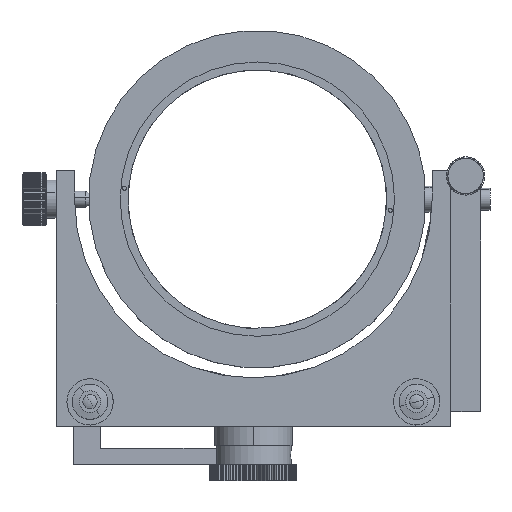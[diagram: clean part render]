
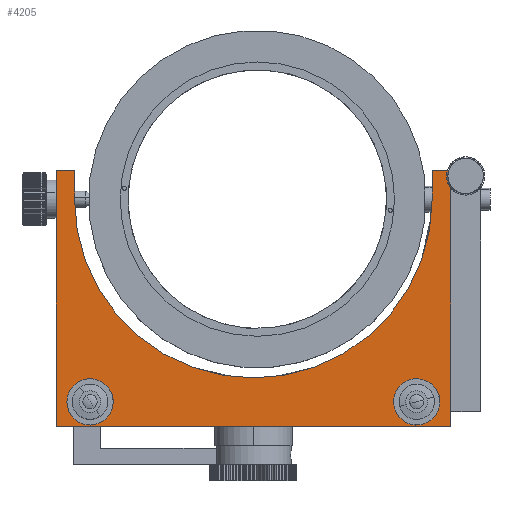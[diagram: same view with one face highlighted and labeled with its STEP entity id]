
A CAD part, top view. The second image highlights one B-rep face of the part: STEP entity #4205.
In plain terms, the highlighted planar face has unit normal (0, 0, 1).
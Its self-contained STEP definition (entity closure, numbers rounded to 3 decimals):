
#1022 = ORIENTED_EDGE ( 'NONE', *, *, #48776, .T. ) ;
#1485 = AXIS2_PLACEMENT_3D ( 'NONE', #68636, #35608, #2104 ) ;
#1917 = DIRECTION ( 'NONE',  ( 1., 0., 0. ) ) ;
#2104 = DIRECTION ( 'NONE',  ( 1., 0., 0. ) ) ;
#2453 = CARTESIAN_POINT ( 'NONE',  ( 72.5, 0., 15. ) ) ;
#2822 = VERTEX_POINT ( 'NONE', #47812 ) ;
#3896 = EDGE_CURVE ( 'NONE', #33159, #2822, #24835, .T. ) ;
#4146 = DIRECTION ( 'NONE',  ( 0., 0., 1. ) ) ;
#4205 = ADVANCED_FACE ( 'NONE', ( #26958, #22708, #8880 ), #21106, .T. ) ;
#6225 = CARTESIAN_POINT ( 'NONE',  ( 0., 83.5, 15. ) ) ;
#6788 = CARTESIAN_POINT ( 'NONE',  ( -54., 9., 15. ) ) ;
#8880 = FACE_OUTER_BOUND ( 'NONE', #11035, .T. ) ;
#10677 = ORIENTED_EDGE ( 'NONE', *, *, #32505, .T. ) ;
#10768 = CARTESIAN_POINT ( 'NONE',  ( -72.5, 0., 15. ) ) ;
#11035 = EDGE_LOOP ( 'NONE', ( #10677, #54505, #41982, #77214, #87167, #1022, #51997, #56100 ) ) ;
#11922 = AXIS2_PLACEMENT_3D ( 'NONE', #6225, #39190, #33215 ) ;
#11941 = DIRECTION ( 'NONE',  ( 0., -1., 0. ) ) ;
#12668 = AXIS2_PLACEMENT_3D ( 'NONE', #65022, #4146, #44516 ) ;
#15879 = CIRCLE ( 'NONE', #16722, 6. ) ;
#15908 = VERTEX_POINT ( 'NONE', #77463 ) ;
#16526 = VERTEX_POINT ( 'NONE', #10768 ) ;
#16574 = CARTESIAN_POINT ( 'NONE',  ( 65.7, 83.5, 15. ) ) ;
#16722 = AXIS2_PLACEMENT_3D ( 'NONE', #63113, #75339, #34597 ) ;
#16766 = ORIENTED_EDGE ( 'NONE', *, *, #82205, .F. ) ;
#18360 = CARTESIAN_POINT ( 'NONE',  ( 72.5, 0., 15. ) ) ;
#21106 = PLANE ( 'NONE',  #1485 ) ;
#21670 = EDGE_CURVE ( 'NONE', #15908, #67186, #46332, .T. ) ;
#22086 = CARTESIAN_POINT ( 'NONE',  ( 54., 9., 15. ) ) ;
#22708 = FACE_BOUND ( 'NONE', #52169, .T. ) ;
#22844 = DIRECTION ( 'NONE',  ( 0., -1., 0. ) ) ;
#23524 = CIRCLE ( 'NONE', #11922, 65.7 ) ;
#24835 = CIRCLE ( 'NONE', #62318, 6. ) ;
#25040 = EDGE_CURVE ( 'NONE', #2822, #33159, #58809, .T. ) ;
#25303 = EDGE_CURVE ( 'NONE', #44910, #74498, #47120, .T. ) ;
#26958 = FACE_BOUND ( 'NONE', #33171, .T. ) ;
#27224 = VECTOR ( 'NONE', #63127, 1000. ) ;
#27381 = EDGE_CURVE ( 'NONE', #55498, #15908, #53893, .T. ) ;
#28390 = VECTOR ( 'NONE', #52232, 1000. ) ;
#30801 = VERTEX_POINT ( 'NONE', #54591 ) ;
#31529 = VECTOR ( 'NONE', #55748, 1000. ) ;
#31894 = LINE ( 'NONE', #18360, #32922 ) ;
#32291 = CARTESIAN_POINT ( 'NONE',  ( -65.7, 83.5, 15. ) ) ;
#32505 = EDGE_CURVE ( 'NONE', #67186, #55366, #23524, .T. ) ;
#32922 = VECTOR ( 'NONE', #59933, 1000. ) ;
#33159 = VERTEX_POINT ( 'NONE', #22086 ) ;
#33171 = EDGE_LOOP ( 'NONE', ( #60890, #16766 ) ) ;
#33215 = DIRECTION ( 'NONE',  ( 1., 0., 0. ) ) ;
#33957 = DIRECTION ( 'NONE',  ( 0., 0., 1. ) ) ;
#34597 = DIRECTION ( 'NONE',  ( 1., 0., 0. ) ) ;
#34979 = ORIENTED_EDGE ( 'NONE', *, *, #25040, .F. ) ;
#35608 = DIRECTION ( 'NONE',  ( 0., 0., 1. ) ) ;
#36611 = CARTESIAN_POINT ( 'NONE',  ( 60., 9., 15. ) ) ;
#39190 = DIRECTION ( 'NONE',  ( 0., 0., -1. ) ) ;
#39306 = EDGE_CURVE ( 'NONE', #57667, #16526, #80655, .T. ) ;
#41982 = ORIENTED_EDGE ( 'NONE', *, *, #69035, .T. ) ;
#42870 = DIRECTION ( 'NONE',  ( 0., 0., 1. ) ) ;
#44516 = DIRECTION ( 'NONE',  ( 1., 0., 0. ) ) ;
#44910 = VERTEX_POINT ( 'NONE', #6788 ) ;
#46332 = LINE ( 'NONE', #16574, #75054 ) ;
#47120 = CIRCLE ( 'NONE', #12668, 6. ) ;
#47812 = CARTESIAN_POINT ( 'NONE',  ( 66., 9., 15. ) ) ;
#48776 = EDGE_CURVE ( 'NONE', #74780, #55498, #31894, .T. ) ;
#51651 = CARTESIAN_POINT ( 'NONE',  ( -72.5, 0., 15. ) ) ;
#51879 = VECTOR ( 'NONE', #11941, 1000. ) ;
#51884 = LINE ( 'NONE', #32291, #28390 ) ;
#51997 = ORIENTED_EDGE ( 'NONE', *, *, #27381, .T. ) ;
#52169 = EDGE_LOOP ( 'NONE', ( #34979, #82242 ) ) ;
#52232 = DIRECTION ( 'NONE',  ( 0., 1., 0. ) ) ;
#53893 = LINE ( 'NONE', #74808, #31529 ) ;
#54145 = VECTOR ( 'NONE', #68581, 1000. ) ;
#54483 = DIRECTION ( 'NONE',  ( 1., 0., 0. ) ) ;
#54505 = ORIENTED_EDGE ( 'NONE', *, *, #60839, .T. ) ;
#54591 = CARTESIAN_POINT ( 'NONE',  ( -65.7, 94., 15. ) ) ;
#55366 = VERTEX_POINT ( 'NONE', #75128 ) ;
#55498 = VERTEX_POINT ( 'NONE', #84368 ) ;
#55748 = DIRECTION ( 'NONE',  ( -1., 0., 0. ) ) ;
#56065 = CARTESIAN_POINT ( 'NONE',  ( -65.7, 94., 15. ) ) ;
#56100 = ORIENTED_EDGE ( 'NONE', *, *, #21670, .T. ) ;
#57667 = VERTEX_POINT ( 'NONE', #83894 ) ;
#58809 = CIRCLE ( 'NONE', #77607, 6. ) ;
#59933 = DIRECTION ( 'NONE',  ( 0., 1., 0. ) ) ;
#60839 = EDGE_CURVE ( 'NONE', #55366, #30801, #51884, .T. ) ;
#60890 = ORIENTED_EDGE ( 'NONE', *, *, #25303, .F. ) ;
#62318 = AXIS2_PLACEMENT_3D ( 'NONE', #36611, #42870, #1917 ) ;
#62346 = CARTESIAN_POINT ( 'NONE',  ( 65.7, 83.5, 15. ) ) ;
#63113 = CARTESIAN_POINT ( 'NONE',  ( -60., 9., 15. ) ) ;
#63127 = DIRECTION ( 'NONE',  ( 1., 0., 0. ) ) ;
#65022 = CARTESIAN_POINT ( 'NONE',  ( -60., 9., 15. ) ) ;
#66631 = LINE ( 'NONE', #51651, #27224 ) ;
#66915 = LINE ( 'NONE', #56065, #54145 ) ;
#67186 = VERTEX_POINT ( 'NONE', #62346 ) ;
#68581 = DIRECTION ( 'NONE',  ( -1., 0., 0. ) ) ;
#68636 = CARTESIAN_POINT ( 'NONE',  ( 0., 83.5, 15. ) ) ;
#69035 = EDGE_CURVE ( 'NONE', #30801, #57667, #66915, .T. ) ;
#70823 = CARTESIAN_POINT ( 'NONE',  ( -66., 9., 15. ) ) ;
#71795 = EDGE_CURVE ( 'NONE', #16526, #74780, #66631, .T. ) ;
#74104 = CARTESIAN_POINT ( 'NONE',  ( 60., 9., 15. ) ) ;
#74498 = VERTEX_POINT ( 'NONE', #70823 ) ;
#74780 = VERTEX_POINT ( 'NONE', #2453 ) ;
#74808 = CARTESIAN_POINT ( 'NONE',  ( 72.5, 94., 15. ) ) ;
#75054 = VECTOR ( 'NONE', #22844, 1000. ) ;
#75128 = CARTESIAN_POINT ( 'NONE',  ( -65.7, 83.5, 15. ) ) ;
#75339 = DIRECTION ( 'NONE',  ( 0., 0., 1. ) ) ;
#77214 = ORIENTED_EDGE ( 'NONE', *, *, #39306, .T. ) ;
#77463 = CARTESIAN_POINT ( 'NONE',  ( 65.7, 94., 15. ) ) ;
#77607 = AXIS2_PLACEMENT_3D ( 'NONE', #74104, #33957, #54483 ) ;
#80655 = LINE ( 'NONE', #85378, #51879 ) ;
#82205 = EDGE_CURVE ( 'NONE', #74498, #44910, #15879, .T. ) ;
#82242 = ORIENTED_EDGE ( 'NONE', *, *, #3896, .F. ) ;
#83894 = CARTESIAN_POINT ( 'NONE',  ( -72.5, 94., 15. ) ) ;
#84368 = CARTESIAN_POINT ( 'NONE',  ( 72.5, 94., 15. ) ) ;
#85378 = CARTESIAN_POINT ( 'NONE',  ( -72.5, 94., 15. ) ) ;
#87167 = ORIENTED_EDGE ( 'NONE', *, *, #71795, .T. ) ;
